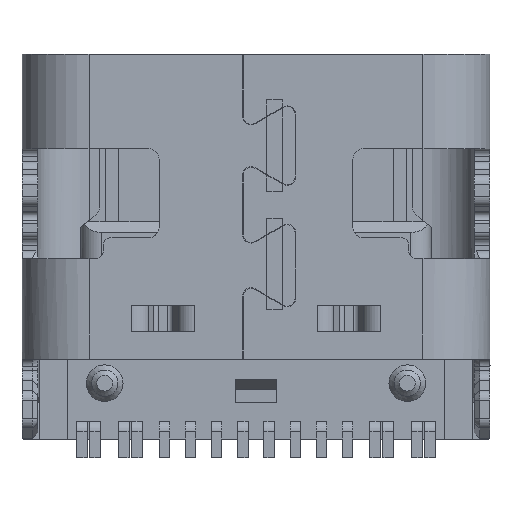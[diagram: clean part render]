
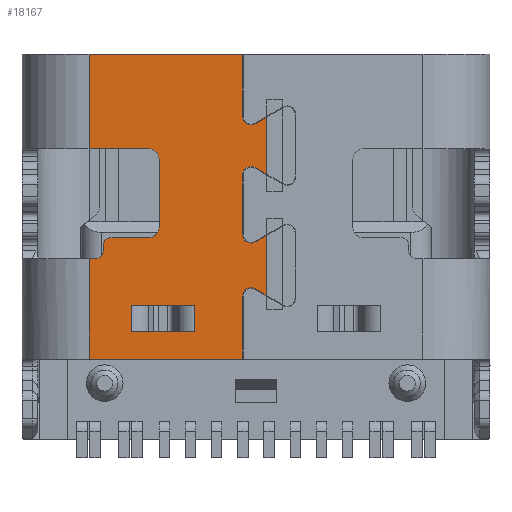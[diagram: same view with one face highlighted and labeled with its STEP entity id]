
A CAD part, front view. The second image highlights one B-rep face of the part: STEP entity #18167.
In plain terms, the highlighted planar face has unit normal (0, -1, 0).
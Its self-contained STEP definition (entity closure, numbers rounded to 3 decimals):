
#420=CIRCLE('',#18945,0.16);
#437=CIRCLE('',#18979,0.16);
#512=CIRCLE('',#19138,0.2);
#514=CIRCLE('',#19144,0.15);
#521=CIRCLE('',#19168,0.16);
#528=CIRCLE('',#19182,0.16);
#531=CIRCLE('',#19190,0.2);
#555=CIRCLE('',#19264,0.15);
#3901=ORIENTED_EDGE('',*,*,#6360,.F.);
#3902=ORIENTED_EDGE('',*,*,#6818,.F.);
#3903=ORIENTED_EDGE('',*,*,#7169,.F.);
#3904=ORIENTED_EDGE('',*,*,#7135,.F.);
#3905=ORIENTED_EDGE('',*,*,#7170,.F.);
#3906=ORIENTED_EDGE('',*,*,#7171,.F.);
#3907=ORIENTED_EDGE('',*,*,#6311,.F.);
#3908=ORIENTED_EDGE('',*,*,#7172,.F.);
#3909=ORIENTED_EDGE('',*,*,#7173,.F.);
#3910=ORIENTED_EDGE('',*,*,#7007,.F.);
#3911=ORIENTED_EDGE('',*,*,#6873,.F.);
#3912=ORIENTED_EDGE('',*,*,#6305,.F.);
#3913=ORIENTED_EDGE('',*,*,#7174,.F.);
#3914=ORIENTED_EDGE('',*,*,#6622,.F.);
#3915=ORIENTED_EDGE('',*,*,#6975,.F.);
#3916=ORIENTED_EDGE('',*,*,#6560,.F.);
#3917=ORIENTED_EDGE('',*,*,#6729,.F.);
#3918=ORIENTED_EDGE('',*,*,#6227,.F.);
#3919=ORIENTED_EDGE('',*,*,#6237,.F.);
#3920=ORIENTED_EDGE('',*,*,#7024,.F.);
#3921=ORIENTED_EDGE('',*,*,#6379,.F.);
#3922=ORIENTED_EDGE('',*,*,#7175,.F.);
#3923=ORIENTED_EDGE('',*,*,#7176,.T.);
#3924=ORIENTED_EDGE('',*,*,#7028,.F.);
#3925=ORIENTED_EDGE('',*,*,#6962,.T.);
#3926=ORIENTED_EDGE('',*,*,#7177,.F.);
#3927=ORIENTED_EDGE('',*,*,#7041,.T.);
#3928=ORIENTED_EDGE('',*,*,#7178,.F.);
#3929=ORIENTED_EDGE('',*,*,#6969,.F.);
#3930=ORIENTED_EDGE('',*,*,#7179,.F.);
#6227=EDGE_CURVE('',#8171,#8172,#9901,.T.);
#6237=EDGE_CURVE('',#8181,#8171,#9911,.T.);
#6305=EDGE_CURVE('',#8247,#8248,#9962,.T.);
#6311=EDGE_CURVE('',#8252,#8249,#9965,.T.);
#6360=EDGE_CURVE('',#8299,#8296,#10005,.T.);
#6379=EDGE_CURVE('',#8316,#8318,#10024,.T.);
#6560=EDGE_CURVE('',#8477,#8478,#420,.T.);
#6622=EDGE_CURVE('',#8530,#8528,#437,.T.);
#6729=EDGE_CURVE('',#8172,#8477,#10300,.T.);
#6818=EDGE_CURVE('',#8673,#8299,#10366,.T.);
#6873=EDGE_CURVE('',#8248,#8715,#10408,.T.);
#6962=EDGE_CURVE('',#8771,#8774,#512,.T.);
#6969=EDGE_CURVE('',#8777,#8778,#514,.T.);
#6975=EDGE_CURVE('',#8478,#8530,#10484,.T.);
#7007=EDGE_CURVE('',#8715,#8794,#521,.T.);
#7024=EDGE_CURVE('',#8318,#8181,#528,.T.);
#7028=EDGE_CURVE('',#8771,#8803,#10522,.T.);
#7041=EDGE_CURVE('',#8701,#8810,#531,.T.);
#7135=EDGE_CURVE('',#8296,#8854,#10608,.T.);
#7169=EDGE_CURVE('',#8854,#8673,#10629,.T.);
#7170=EDGE_CURVE('',#8873,#8874,#555,.T.);
#7171=EDGE_CURVE('',#8249,#8873,#10630,.T.);
#7172=EDGE_CURVE('',#8875,#8252,#10631,.T.);
#7173=EDGE_CURVE('',#8794,#8875,#10632,.T.);
#7174=EDGE_CURVE('',#8528,#8247,#10633,.T.);
#7175=EDGE_CURVE('',#8876,#8316,#10634,.T.);
#7176=EDGE_CURVE('',#8876,#8803,#10635,.T.);
#7177=EDGE_CURVE('',#8701,#8774,#10636,.T.);
#7178=EDGE_CURVE('',#8778,#8810,#10637,.T.);
#7179=EDGE_CURVE('',#8874,#8777,#10638,.T.);
#8171=VERTEX_POINT('',#25909);
#8172=VERTEX_POINT('',#25911);
#8181=VERTEX_POINT('',#25931);
#8247=VERTEX_POINT('',#26116);
#8248=VERTEX_POINT('',#26118);
#8249=VERTEX_POINT('',#26122);
#8252=VERTEX_POINT('',#26131);
#8296=VERTEX_POINT('',#26237);
#8299=VERTEX_POINT('',#26242);
#8316=VERTEX_POINT('',#26283);
#8318=VERTEX_POINT('',#26286);
#8477=VERTEX_POINT('',#26668);
#8478=VERTEX_POINT('',#26670);
#8528=VERTEX_POINT('',#26802);
#8530=VERTEX_POINT('',#26806);
#8673=VERTEX_POINT('',#27361);
#8701=VERTEX_POINT('',#27439);
#8715=VERTEX_POINT('',#27477);
#8771=VERTEX_POINT('',#27652);
#8774=VERTEX_POINT('',#27657);
#8777=VERTEX_POINT('',#27671);
#8778=VERTEX_POINT('',#27673);
#8794=VERTEX_POINT('',#27742);
#8803=VERTEX_POINT('',#27780);
#8810=VERTEX_POINT('',#27847);
#8854=VERTEX_POINT('',#28024);
#8873=VERTEX_POINT('',#28096);
#8874=VERTEX_POINT('',#28097);
#8875=VERTEX_POINT('',#28100);
#8876=VERTEX_POINT('',#28104);
#9901=LINE('',#25910,#11797);
#9911=LINE('',#25932,#11807);
#9962=LINE('',#26117,#11858);
#9965=LINE('',#26132,#11861);
#10005=LINE('',#26243,#11901);
#10024=LINE('',#26285,#11920);
#10300=LINE('',#27195,#12196);
#10366=LINE('',#27360,#12262);
#10408=LINE('',#27476,#12304);
#10484=LINE('',#27683,#12380);
#10522=LINE('',#27779,#12418);
#10608=LINE('',#28023,#12504);
#10629=LINE('',#28094,#12525);
#10630=LINE('',#28098,#12526);
#10631=LINE('',#28099,#12527);
#10632=LINE('',#28101,#12528);
#10633=LINE('',#28102,#12529);
#10634=LINE('',#28103,#12530);
#10635=LINE('',#28105,#12531);
#10636=LINE('',#28106,#12532);
#10637=LINE('',#28107,#12533);
#10638=LINE('',#28108,#12534);
#11797=VECTOR('',#21389,1000.);
#11807=VECTOR('',#21403,1000.);
#11858=VECTOR('',#21506,1000.);
#11861=VECTOR('',#21515,1000.);
#11901=VECTOR('',#21595,1000.);
#11920=VECTOR('',#21624,1000.);
#12196=VECTOR('',#22132,1000.);
#12262=VECTOR('',#22274,1000.);
#12304=VECTOR('',#22372,1000.);
#12380=VECTOR('',#22562,1000.);
#12418=VECTOR('',#22672,1000.);
#12504=VECTOR('',#22864,1000.);
#12525=VECTOR('',#22939,1000.);
#12526=VECTOR('',#22942,1000.);
#12527=VECTOR('',#22943,1000.);
#12528=VECTOR('',#22944,1000.);
#12529=VECTOR('',#22945,1000.);
#12530=VECTOR('',#22946,1000.);
#12531=VECTOR('',#22947,1000.);
#12532=VECTOR('',#22948,1000.);
#12533=VECTOR('',#22949,1000.);
#12534=VECTOR('',#22950,1000.);
#13376=EDGE_LOOP('',(#3901,#3902,#3903,#3904));
#13377=EDGE_LOOP('',(#3905,#3906,#3907,#3908,#3909,#3910,#3911,#3912,#3913,
#3914,#3915,#3916,#3917,#3918,#3919,#3920,#3921,#3922,#3923,#3924,#3925,
#3926,#3927,#3928,#3929,#3930));
#14214=FACE_BOUND('',#13376,.T.);
#14215=FACE_BOUND('',#13377,.T.);
#14914=PLANE('',#19263);
#18167=ADVANCED_FACE('',(#14214,#14215),#14914,.F.);
#18945=AXIS2_PLACEMENT_3D('',#26669,#21854,#21855);
#18979=AXIS2_PLACEMENT_3D('',#26807,#21964,#21965);
#19138=AXIS2_PLACEMENT_3D('',#27658,#22533,#22534);
#19144=AXIS2_PLACEMENT_3D('',#27672,#22550,#22551);
#19168=AXIS2_PLACEMENT_3D('',#27741,#22627,#22628);
#19182=AXIS2_PLACEMENT_3D('',#27773,#22665,#22666);
#19190=AXIS2_PLACEMENT_3D('',#27848,#22693,#22694);
#19263=AXIS2_PLACEMENT_3D('',#28093,#22937,#22938);
#19264=AXIS2_PLACEMENT_3D('',#28095,#22940,#22941);
#21389=DIRECTION('',(0.,0.,-1.));
#21403=DIRECTION('',(0.866,0.,0.5));
#21506=DIRECTION('',(0.,0.,-1.));
#21515=DIRECTION('',(0.,0.,1.));
#21595=DIRECTION('',(0.,0.,-1.));
#21624=DIRECTION('',(0.,0.,-1.));
#21854=DIRECTION('',(0.,-1.,0.));
#21855=DIRECTION('',(0.,0.,-1.));
#21964=DIRECTION('',(0.,-1.,0.));
#21965=DIRECTION('',(0.,0.,-1.));
#22132=DIRECTION('',(-0.866,0.,0.5));
#22274=DIRECTION('',(-1.,0.,0.));
#22372=DIRECTION('',(-0.866,0.,0.5));
#22533=DIRECTION('',(0.,1.,0.));
#22534=DIRECTION('',(0.,0.,1.));
#22550=DIRECTION('',(0.,1.,0.));
#22551=DIRECTION('',(0.,0.,1.));
#22562=DIRECTION('',(0.,0.,-1.));
#22627=DIRECTION('',(0.,-1.,0.));
#22628=DIRECTION('',(0.,0.,-1.));
#22665=DIRECTION('',(0.,-1.,0.));
#22666=DIRECTION('',(0.,0.,-1.));
#22672=DIRECTION('',(-1.,0.,0.));
#22693=DIRECTION('',(0.,1.,0.));
#22694=DIRECTION('',(0.,0.,1.));
#22864=DIRECTION('',(1.,0.,0.));
#22937=DIRECTION('',(0.,1.,0.));
#22938=DIRECTION('',(1.,0.,0.));
#22939=DIRECTION('',(0.,0.,1.));
#22940=DIRECTION('',(0.,-1.,0.));
#22941=DIRECTION('',(0.,0.,-1.));
#22942=DIRECTION('',(1.,0.,0.));
#22943=DIRECTION('',(-1.,0.,0.));
#22944=DIRECTION('',(0.,0.,-1.));
#22945=DIRECTION('',(0.866,0.,0.5));
#22946=DIRECTION('',(1.,0.,0.));
#22947=DIRECTION('',(0.,0.,-1.));
#22948=DIRECTION('',(0.,0.,1.));
#22949=DIRECTION('',(1.,0.,0.));
#22950=DIRECTION('',(0.,0.,1.));
#25909=CARTESIAN_POINT('',(4.675,1.,-1.195));
#25910=CARTESIAN_POINT('',(4.675,1.,-0.867));
#25911=CARTESIAN_POINT('',(4.675,1.,-2.289));
#25931=CARTESIAN_POINT('',(4.455,1.,-1.322));
#25932=CARTESIAN_POINT('',(4.99,1.,-1.013));
#26116=CARTESIAN_POINT('',(4.675,1.,-3.455));
#26117=CARTESIAN_POINT('',(4.675,1.,-0.867));
#26118=CARTESIAN_POINT('',(4.675,1.,-4.607));
#26122=CARTESIAN_POINT('',(1.28,1.,-3.9));
#26131=CARTESIAN_POINT('',(1.28,1.,-5.82));
#26132=CARTESIAN_POINT('',(1.28,1.,0.));
#26237=CARTESIAN_POINT('',(2.089,1.,-5.3));
#26242=CARTESIAN_POINT('',(2.089,1.,-4.8));
#26243=CARTESIAN_POINT('',(2.089,1.,-2.91));
#26283=CARTESIAN_POINT('',(4.215,1.,0.));
#26285=CARTESIAN_POINT('',(4.215,1.,-5.82));
#26286=CARTESIAN_POINT('',(4.215,1.,-1.183));
#26668=CARTESIAN_POINT('',(4.455,1.,-2.162));
#26669=CARTESIAN_POINT('',(4.375,1.,-2.301));
#26670=CARTESIAN_POINT('',(4.215,1.,-2.301));
#26802=CARTESIAN_POINT('',(4.455,1.,-3.582));
#26806=CARTESIAN_POINT('',(4.215,1.,-3.443));
#26807=CARTESIAN_POINT('',(4.375,1.,-3.443));
#27195=CARTESIAN_POINT('',(4.99,1.,-2.471));
#27360=CARTESIAN_POINT('',(5.63,1.,-4.8));
#27361=CARTESIAN_POINT('',(3.304,1.,-4.8));
#27439=CARTESIAN_POINT('',(2.62,1.,-3.3));
#27476=CARTESIAN_POINT('',(4.99,1.,-4.789));
#27477=CARTESIAN_POINT('',(4.455,1.,-4.48));
#27652=CARTESIAN_POINT('',(2.42,1.,-1.8));
#27657=CARTESIAN_POINT('',(2.62,1.,-2.));
#27658=CARTESIAN_POINT('',(2.42,1.,-2.));
#27671=CARTESIAN_POINT('',(1.55,1.,-3.65));
#27672=CARTESIAN_POINT('',(1.7,1.,-3.65));
#27673=CARTESIAN_POINT('',(1.7,1.,-3.5));
#27683=CARTESIAN_POINT('',(4.215,1.,-5.82));
#27741=CARTESIAN_POINT('',(4.375,1.,-4.618));
#27742=CARTESIAN_POINT('',(4.215,1.,-4.618));
#27773=CARTESIAN_POINT('',(4.375,1.,-1.183));
#27779=CARTESIAN_POINT('',(2.978,1.,-1.8));
#27780=CARTESIAN_POINT('',(1.28,1.,-1.8));
#27847=CARTESIAN_POINT('',(2.42,1.,-3.5));
#27848=CARTESIAN_POINT('',(2.42,1.,-3.3));
#28023=CARTESIAN_POINT('',(2.079,1.,-5.3));
#28024=CARTESIAN_POINT('',(3.304,1.,-5.3));
#28093=CARTESIAN_POINT('',(4.675,1.,-5.82));
#28094=CARTESIAN_POINT('',(3.304,1.,-2.91));
#28095=CARTESIAN_POINT('',(1.4,1.,-3.75));
#28096=CARTESIAN_POINT('',(1.4,1.,-3.9));
#28097=CARTESIAN_POINT('',(1.55,1.,-3.75));
#28098=CARTESIAN_POINT('',(0.7,1.,-3.9));
#28099=CARTESIAN_POINT('',(2.978,1.,-5.82));
#28100=CARTESIAN_POINT('',(4.215,1.,-5.82));
#28101=CARTESIAN_POINT('',(4.215,1.,-2.91));
#28102=CARTESIAN_POINT('',(4.99,1.,-3.273));
#28103=CARTESIAN_POINT('',(4.425,1.,0.));
#28104=CARTESIAN_POINT('',(1.28,1.,0.));
#28105=CARTESIAN_POINT('',(1.28,1.,-0.9));
#28106=CARTESIAN_POINT('',(2.62,1.,-2.91));
#28107=CARTESIAN_POINT('',(8.94,1.,-3.5));
#28108=CARTESIAN_POINT('',(1.55,1.,-2.91));
